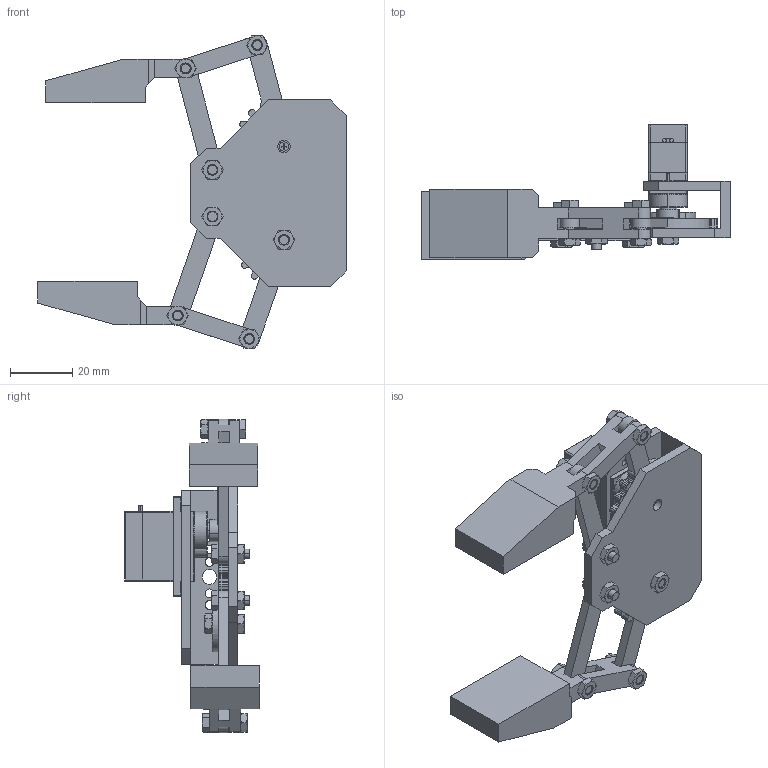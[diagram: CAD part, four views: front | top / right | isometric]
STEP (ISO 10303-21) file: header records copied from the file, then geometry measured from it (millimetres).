
FILE_DESCRIPTION (( 'STEP AP203' ), '1' );
FILE_NAME ('end eff.STEP', '2025-05-01T23:53:43', ( '' ), ( '' ), 'SwSTEP 2.0', 'SolidWorks 2023', '' );
FILE_SCHEMA (( 'CONFIG_CONTROL_DESIGN' ));
Length unit declared in the file: centimetre
Products named in the file (1): end eff
Bounding box: 99.17 x 43.3 x 100.97 mm (x, y, z)
Volume: 47153.8 mm3; surface area: 30127.1 mm2
Topology: 25 solids, 25 shells, 1189 faces, 3047 edges, 1927 vertices
Faces by surface type: cylinder 491, plane 396, cone 242, torus 36, bspline 20, sphere 4
Entity records: 37221 total; most frequent: CARTESIAN_POINT 8291, DIRECTION 6259, ORIENTED_EDGE 6082, EDGE_CURVE 3041, AXIS2_PLACEMENT_3D 2458, VERTEX_POINT 1927, LINE 1343, VECTOR 1343
